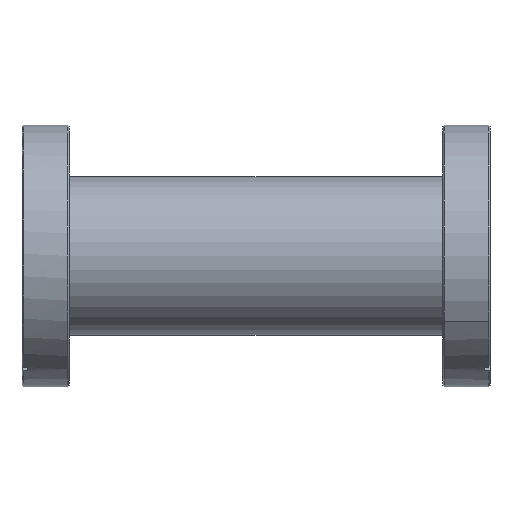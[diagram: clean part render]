
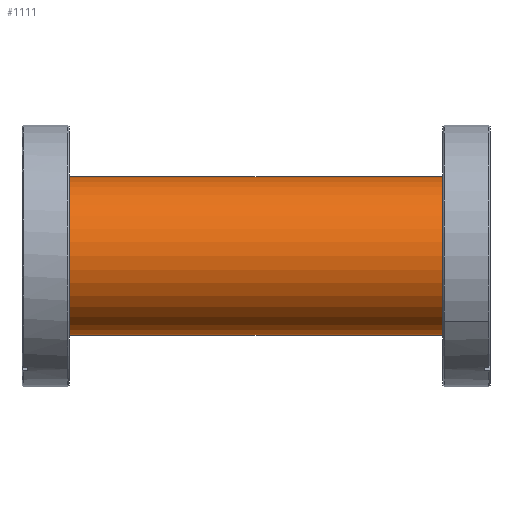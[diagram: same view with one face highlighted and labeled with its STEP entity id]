
A CAD part, left-side view. The second image highlights one B-rep face of the part: STEP entity #1111.
In plain terms, the highlighted cylindrical face has radius 21.2 mm (diameter 42.4 mm), a partial arc.
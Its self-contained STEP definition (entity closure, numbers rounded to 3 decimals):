
#142 = FACE_OUTER_BOUND ( 'NONE', #426, .T. ) ;
#163 = CARTESIAN_POINT ( 'NONE',  ( 0., 0., 21.2 ) ) ;
#201 = EDGE_CURVE ( 'NONE', #1239, #2089, #330, .T. ) ;
#330 = LINE ( 'NONE', #658, #1153 ) ;
#426 = EDGE_LOOP ( 'NONE', ( #1707, #1317, #557, #1985 ) ) ;
#447 = DIRECTION ( 'NONE',  ( 0., -1., 0. ) ) ;
#490 = CYLINDRICAL_SURFACE ( 'NONE', #789, 21.2 ) ;
#521 = CARTESIAN_POINT ( 'NONE',  ( 0., 114.8, 21.2 ) ) ;
#557 = ORIENTED_EDGE ( 'NONE', *, *, #201, .T. ) ;
#593 = AXIS2_PLACEMENT_3D ( 'NONE', #1017, #622, #629 ) ;
#622 = DIRECTION ( 'NONE',  ( 0., 1., 0. ) ) ;
#629 = DIRECTION ( 'NONE',  ( 0., 0., 1. ) ) ;
#658 = CARTESIAN_POINT ( 'NONE',  ( 0., 114.8, -21.2 ) ) ;
#666 = VERTEX_POINT ( 'NONE', #521 ) ;
#789 = AXIS2_PLACEMENT_3D ( 'NONE', #1514, #1660, #1558 ) ;
#883 = CARTESIAN_POINT ( 'NONE',  ( 0., 114.8, -21.2 ) ) ;
#1017 = CARTESIAN_POINT ( 'NONE',  ( 0., 114.8, 0. ) ) ;
#1111 = ADVANCED_FACE ( 'NONE', ( #142 ), #490, .T. ) ;
#1153 = VECTOR ( 'NONE', #447, 1000. ) ;
#1239 = VERTEX_POINT ( 'NONE', #883 ) ;
#1258 = VECTOR ( 'NONE', #1307, 1000. ) ;
#1307 = DIRECTION ( 'NONE',  ( 0., -1., 0. ) ) ;
#1317 = ORIENTED_EDGE ( 'NONE', *, *, #1851, .F. ) ;
#1328 = CARTESIAN_POINT ( 'NONE',  ( 0., 0., -21.2 ) ) ;
#1400 = AXIS2_PLACEMENT_3D ( 'NONE', #1486, #1491, #1497 ) ;
#1415 = CIRCLE ( 'NONE', #1400, 21.2 ) ;
#1486 = CARTESIAN_POINT ( 'NONE',  ( 0., 0., 0. ) ) ;
#1491 = DIRECTION ( 'NONE',  ( 0., 1., 0. ) ) ;
#1497 = DIRECTION ( 'NONE',  ( 0., 0., 1. ) ) ;
#1505 = EDGE_CURVE ( 'NONE', #2089, #1703, #1415, .T. ) ;
#1514 = CARTESIAN_POINT ( 'NONE',  ( 0., 114.8, 0. ) ) ;
#1558 = DIRECTION ( 'NONE',  ( 0., 0., -1. ) ) ;
#1660 = DIRECTION ( 'NONE',  ( 0., -1., 0. ) ) ;
#1701 = LINE ( 'NONE', #1796, #1258 ) ;
#1703 = VERTEX_POINT ( 'NONE', #163 ) ;
#1707 = ORIENTED_EDGE ( 'NONE', *, *, #2059, .F. ) ;
#1796 = CARTESIAN_POINT ( 'NONE',  ( 0., 114.8, 21.2 ) ) ;
#1851 = EDGE_CURVE ( 'NONE', #1239, #666, #2065, .T. ) ;
#1985 = ORIENTED_EDGE ( 'NONE', *, *, #1505, .T. ) ;
#2059 = EDGE_CURVE ( 'NONE', #666, #1703, #1701, .T. ) ;
#2065 = CIRCLE ( 'NONE', #593, 21.2 ) ;
#2089 = VERTEX_POINT ( 'NONE', #1328 ) ;
